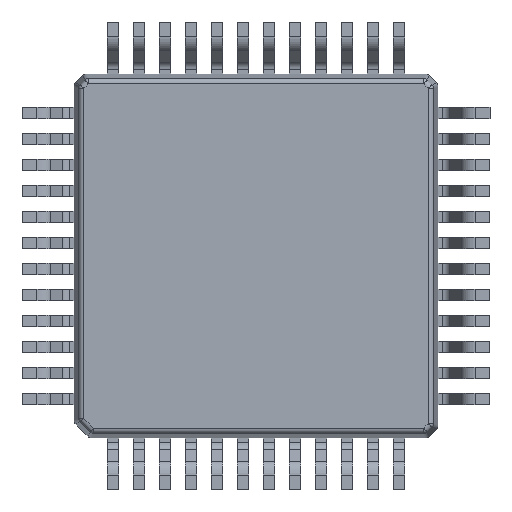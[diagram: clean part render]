
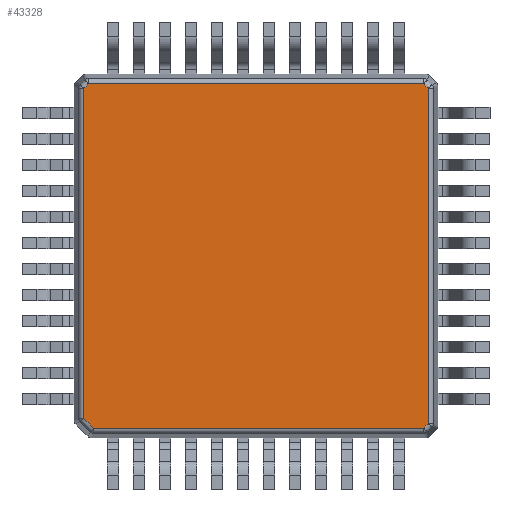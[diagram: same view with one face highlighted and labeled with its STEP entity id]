
A CAD part, front view. The second image highlights one B-rep face of the part: STEP entity #43328.
In plain terms, the highlighted planar face has unit normal (0, -1, 0).
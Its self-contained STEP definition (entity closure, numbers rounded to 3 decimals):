
#12412 = DIRECTION ( 'NONE',  ( 0.707, 0., -0.707 ) ) ;
#12413 = VECTOR ( 'NONE', #12412, 1000. ) ;
#12414 = CARTESIAN_POINT ( 'NONE',  ( -3.098, -0.7, -3.34 ) ) ;
#12415 = LINE ( 'NONE', #12414, #12413 ) ;
#12537 = CARTESIAN_POINT ( 'NONE',  ( -3.123, -0.7, -3.315 ) ) ;
#12643 = CARTESIAN_POINT ( 'NONE',  ( -3.315, -0.7, 3.223 ) ) ;
#12644 = DIRECTION ( 'NONE',  ( -0.707, 0., -0.707 ) ) ;
#12645 = VECTOR ( 'NONE', #12644, 1000. ) ;
#12646 = CARTESIAN_POINT ( 'NONE',  ( -3.34, -0.7, 3.198 ) ) ;
#12647 = LINE ( 'NONE', #12646, #12645 ) ;
#12648 = CARTESIAN_POINT ( 'NONE',  ( -3.223, -0.7, 3.315 ) ) ;
#12720 = FACE_OUTER_BOUND ( 'NONE', #43329, .T. ) ;
#12730 = CARTESIAN_POINT ( 'NONE',  ( -3.315, -0.7, -3.123 ) ) ;
#12731 = DIRECTION ( 'NONE',  ( 0., 0., -1. ) ) ;
#12732 = VECTOR ( 'NONE', #12731, 1000. ) ;
#12733 = CARTESIAN_POINT ( 'NONE',  ( -3.315, -0.7, -3.159 ) ) ;
#12734 = LINE ( 'NONE', #12733, #12732 ) ;
#12767 = CARTESIAN_POINT ( 'NONE',  ( 3.315, -0.7, 3.223 ) ) ;
#12768 = DIRECTION ( 'NONE',  ( 0., 0., 1. ) ) ;
#12769 = DIRECTION ( 'NONE',  ( 0., 1., 0. ) ) ;
#12770 = CARTESIAN_POINT ( 'NONE',  ( -3.5, -0.7, -3.5 ) ) ;
#12771 = AXIS2_PLACEMENT_3D ( 'NONE', #12770, #12769, #12768 ) ;
#12772 = PLANE ( 'NONE',  #12771 ) ;
#12820 = DIRECTION ( 'NONE',  ( -1., 0., 0. ) ) ;
#12821 = VECTOR ( 'NONE', #12820, 1000. ) ;
#12822 = CARTESIAN_POINT ( 'NONE',  ( -3.259, -0.7, 3.315 ) ) ;
#12823 = LINE ( 'NONE', #12822, #12821 ) ;
#12824 = CARTESIAN_POINT ( 'NONE',  ( 3.223, -0.7, 3.315 ) ) ;
#12825 = DIRECTION ( 'NONE',  ( -0.707, 0., 0.707 ) ) ;
#12826 = VECTOR ( 'NONE', #12825, 1000. ) ;
#12827 = CARTESIAN_POINT ( 'NONE',  ( 3.198, -0.7, 3.34 ) ) ;
#12828 = LINE ( 'NONE', #12827, #12826 ) ;
#12846 = DIRECTION ( 'NONE',  ( 0.707, 0., 0.707 ) ) ;
#12847 = VECTOR ( 'NONE', #12846, 1000. ) ;
#12848 = CARTESIAN_POINT ( 'NONE',  ( 3.34, -0.7, -3.198 ) ) ;
#12849 = LINE ( 'NONE', #12848, #12847 ) ;
#12864 = CARTESIAN_POINT ( 'NONE',  ( 3.223, -0.7, -3.315 ) ) ;
#12871 = DIRECTION ( 'NONE',  ( 1., 0., 0. ) ) ;
#12872 = VECTOR ( 'NONE', #12871, 1000. ) ;
#12873 = CARTESIAN_POINT ( 'NONE',  ( 3.259, -0.7, -3.315 ) ) ;
#12874 = LINE ( 'NONE', #12873, #12872 ) ;
#12916 = CARTESIAN_POINT ( 'NONE',  ( 3.315, -0.7, -3.223 ) ) ;
#13047 = DIRECTION ( 'NONE',  ( 0., 0., 1. ) ) ;
#13048 = VECTOR ( 'NONE', #13047, 1000. ) ;
#13049 = CARTESIAN_POINT ( 'NONE',  ( 3.315, -0.7, 3.259 ) ) ;
#13050 = LINE ( 'NONE', #13049, #13048 ) ;
#43199 = EDGE_CURVE ( 'NONE', #43324, #43271, #12415, .T. ) ;
#43250 = ORIENTED_EDGE ( 'NONE', *, *, #43378, .T. ) ;
#43271 = VERTEX_POINT ( 'NONE', #12537 ) ;
#43287 = VERTEX_POINT ( 'NONE', #12648 ) ;
#43288 = ORIENTED_EDGE ( 'NONE', *, *, #43289, .T. ) ;
#43289 = EDGE_CURVE ( 'NONE', #43287, #43290, #12647, .T. ) ;
#43290 = VERTEX_POINT ( 'NONE', #12643 ) ;
#43322 = ORIENTED_EDGE ( 'NONE', *, *, #43323, .T. ) ;
#43323 = EDGE_CURVE ( 'NONE', #43290, #43324, #12734, .T. ) ;
#43324 = VERTEX_POINT ( 'NONE', #12730 ) ;
#43325 = ORIENTED_EDGE ( 'NONE', *, *, #43199, .T. ) ;
#43328 = ADVANCED_FACE ( 'NONE', ( #12720 ), #12772, .F. ) ;
#43329 = EDGE_LOOP ( 'NONE', ( #43330, #43348, #43288, #43322, #43325, #43250, #43366, #43386 ) ) ;
#43330 = ORIENTED_EDGE ( 'NONE', *, *, #43346, .T. ) ;
#43331 = VERTEX_POINT ( 'NONE', #12767 ) ;
#43346 = EDGE_CURVE ( 'NONE', #43331, #43347, #12828, .T. ) ;
#43347 = VERTEX_POINT ( 'NONE', #12824 ) ;
#43348 = ORIENTED_EDGE ( 'NONE', *, *, #43349, .T. ) ;
#43349 = EDGE_CURVE ( 'NONE', #43347, #43287, #12823, .T. ) ;
#43366 = ORIENTED_EDGE ( 'NONE', *, *, #43372, .T. ) ;
#43372 = EDGE_CURVE ( 'NONE', #43385, #43396, #12849, .T. ) ;
#43378 = EDGE_CURVE ( 'NONE', #43271, #43385, #12874, .T. ) ;
#43385 = VERTEX_POINT ( 'NONE', #12864 ) ;
#43386 = ORIENTED_EDGE ( 'NONE', *, *, #43439, .T. ) ;
#43396 = VERTEX_POINT ( 'NONE', #12916 ) ;
#43439 = EDGE_CURVE ( 'NONE', #43396, #43331, #13050, .T. ) ;
